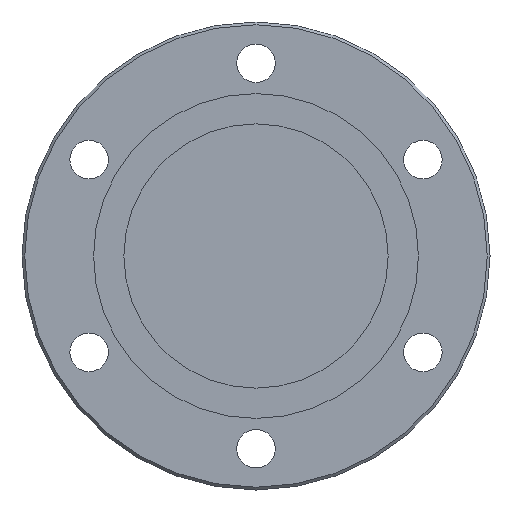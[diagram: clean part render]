
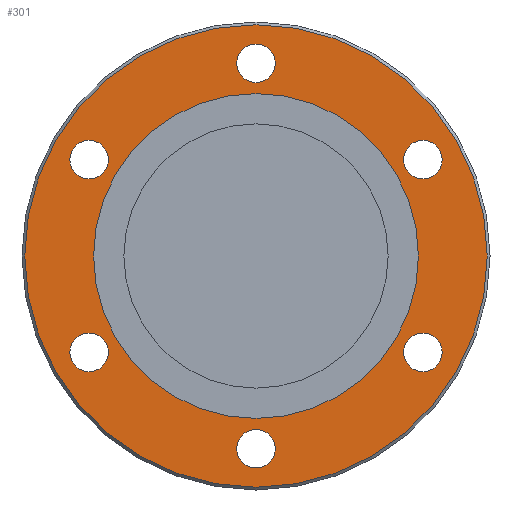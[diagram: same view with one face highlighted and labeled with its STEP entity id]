
A CAD part, front view. The second image highlights one B-rep face of the part: STEP entity #301.
In plain terms, the highlighted planar face has unit normal (0, -1, 0).
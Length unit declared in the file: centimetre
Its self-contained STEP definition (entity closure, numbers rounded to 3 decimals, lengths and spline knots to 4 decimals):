
#37=FACE_BOUND('',#100,.T.);
#38=FACE_BOUND('',#101,.T.);
#39=FACE_BOUND('',#102,.T.);
#40=FACE_BOUND('',#103,.T.);
#41=FACE_BOUND('',#104,.T.);
#42=FACE_BOUND('',#105,.T.);
#43=FACE_BOUND('',#106,.T.);
#69=FACE_OUTER_BOUND('',#99,.T.);
#99=EDGE_LOOP('',(#229));
#100=EDGE_LOOP('',(#230));
#101=EDGE_LOOP('',(#231));
#102=EDGE_LOOP('',(#232));
#103=EDGE_LOOP('',(#233));
#104=EDGE_LOOP('',(#234));
#105=EDGE_LOOP('',(#235));
#106=EDGE_LOOP('',(#236));
#135=CIRCLE('',#320,0.35);
#137=CIRCLE('',#323,0.35);
#139=CIRCLE('',#326,0.35);
#141=CIRCLE('',#329,0.35);
#143=CIRCLE('',#332,0.35);
#145=CIRCLE('',#335,0.35);
#148=CIRCLE('',#339,4.2);
#150=CIRCLE('',#343,2.95);
#161=VERTEX_POINT('',#467);
#163=VERTEX_POINT('',#472);
#165=VERTEX_POINT('',#477);
#167=VERTEX_POINT('',#482);
#169=VERTEX_POINT('',#487);
#171=VERTEX_POINT('',#492);
#174=VERTEX_POINT('',#499);
#176=VERTEX_POINT('',#505);
#187=EDGE_CURVE('',#161,#161,#135,.T.);
#189=EDGE_CURVE('',#163,#163,#137,.T.);
#191=EDGE_CURVE('',#165,#165,#139,.T.);
#193=EDGE_CURVE('',#167,#167,#141,.T.);
#195=EDGE_CURVE('',#169,#169,#143,.T.);
#197=EDGE_CURVE('',#171,#171,#145,.T.);
#200=EDGE_CURVE('',#174,#174,#148,.T.);
#202=EDGE_CURVE('',#176,#176,#150,.T.);
#229=ORIENTED_EDGE('',*,*,#200,.F.);
#230=ORIENTED_EDGE('',*,*,#187,.T.);
#231=ORIENTED_EDGE('',*,*,#189,.T.);
#232=ORIENTED_EDGE('',*,*,#191,.T.);
#233=ORIENTED_EDGE('',*,*,#193,.T.);
#234=ORIENTED_EDGE('',*,*,#195,.T.);
#235=ORIENTED_EDGE('',*,*,#197,.T.);
#236=ORIENTED_EDGE('',*,*,#202,.F.);
#264=PLANE('',#342);
#301=ADVANCED_FACE('',(#69,#37,#38,#39,#40,#41,#42,#43),#264,.T.);
#320=AXIS2_PLACEMENT_3D('',#468,#375,#376);
#323=AXIS2_PLACEMENT_3D('',#473,#381,#382);
#326=AXIS2_PLACEMENT_3D('',#478,#387,#388);
#329=AXIS2_PLACEMENT_3D('',#483,#393,#394);
#332=AXIS2_PLACEMENT_3D('',#488,#399,#400);
#335=AXIS2_PLACEMENT_3D('',#493,#405,#406);
#339=AXIS2_PLACEMENT_3D('',#500,#413,#414);
#342=AXIS2_PLACEMENT_3D('',#504,#419,#420);
#343=AXIS2_PLACEMENT_3D('',#506,#421,#422);
#375=DIRECTION('center_axis',(0.,1.,0.));
#376=DIRECTION('ref_axis',(-0.5,0.,0.866));
#381=DIRECTION('center_axis',(0.,1.,0.));
#382=DIRECTION('ref_axis',(0.5,0.,0.866));
#387=DIRECTION('center_axis',(0.,1.,0.));
#388=DIRECTION('ref_axis',(1.,0.,0.));
#393=DIRECTION('center_axis',(0.,1.,0.));
#394=DIRECTION('ref_axis',(0.5,0.,-0.866));
#399=DIRECTION('center_axis',(0.,1.,0.));
#400=DIRECTION('ref_axis',(-0.5,0.,-0.866));
#405=DIRECTION('center_axis',(0.,1.,0.));
#406=DIRECTION('ref_axis',(-1.,0.,0.));
#413=DIRECTION('center_axis',(0.,1.,0.));
#414=DIRECTION('ref_axis',(-1.,0.,0.));
#419=DIRECTION('center_axis',(0.,-1.,0.));
#420=DIRECTION('ref_axis',(0.,0.,-1.));
#421=DIRECTION('center_axis',(0.,-1.,0.));
#422=DIRECTION('ref_axis',(1.,0.,0.));
#467=CARTESIAN_POINT('',(-2.8561,1.05,-2.0531));
#468=CARTESIAN_POINT('Origin',(-3.0311,1.05,-1.75));
#472=CARTESIAN_POINT('',(-3.2061,1.05,1.4469));
#473=CARTESIAN_POINT('Origin',(-3.0311,1.05,1.75));
#477=CARTESIAN_POINT('',(-0.35,1.05,3.5));
#478=CARTESIAN_POINT('Origin',(0.,1.05,3.5));
#482=CARTESIAN_POINT('',(2.8561,1.05,2.0531));
#483=CARTESIAN_POINT('Origin',(3.0311,1.05,1.75));
#487=CARTESIAN_POINT('',(3.2061,1.05,-1.4469));
#488=CARTESIAN_POINT('Origin',(3.0311,1.05,-1.75));
#492=CARTESIAN_POINT('',(0.35,1.05,-3.5));
#493=CARTESIAN_POINT('Origin',(0.,1.05,-3.5));
#499=CARTESIAN_POINT('',(4.2,1.05,0.));
#500=CARTESIAN_POINT('Origin',(0.,1.05,0.));
#504=CARTESIAN_POINT('Origin',(3.6,1.05,0.));
#505=CARTESIAN_POINT('',(2.95,1.05,0.));
#506=CARTESIAN_POINT('Origin',(0.,1.05,0.));
